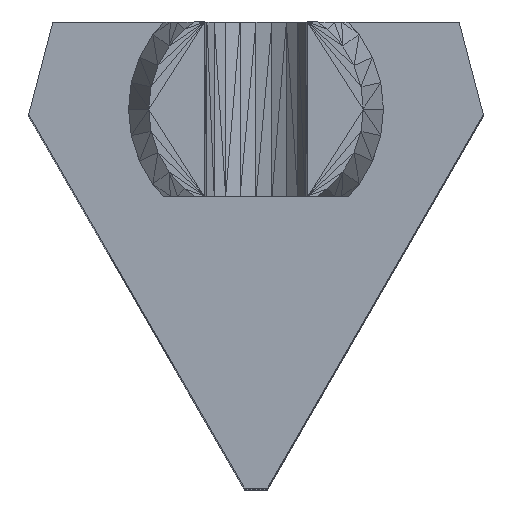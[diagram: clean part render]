
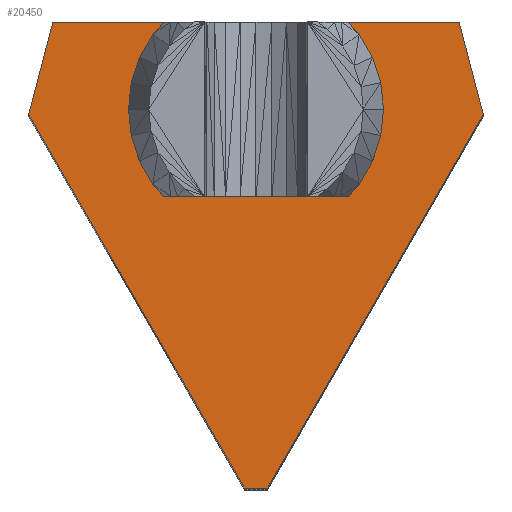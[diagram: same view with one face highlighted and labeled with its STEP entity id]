
A CAD part, top view. The second image highlights one B-rep face of the part: STEP entity #20450.
In plain terms, the highlighted face is planar.
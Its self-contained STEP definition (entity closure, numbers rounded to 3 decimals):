
#6 = CARTESIAN_POINT ( 'NONE',  ( -6.928, -51.7, -4. ) ) ;
#399 = CARTESIAN_POINT ( 'NONE',  ( 0., -51.7, 0. ) ) ;
#404 = VECTOR ( 'NONE', #12704, 1000. ) ;
#1337 = VECTOR ( 'NONE', #1637, 1000. ) ;
#1637 = DIRECTION ( 'NONE',  ( -0.5, 0., -0.866 ) ) ;
#1970 = LINE ( 'NONE', #6, #1337 ) ;
#2875 = CARTESIAN_POINT ( 'NONE',  ( -0.289, -51.7, 7.5 ) ) ;
#2913 = VERTEX_POINT ( 'NONE', #2875 ) ;
#3157 = VECTOR ( 'NONE', #4370, 1000. ) ;
#3409 = VERTEX_POINT ( 'NONE', #7864 ) ;
#3633 = VERTEX_POINT ( 'NONE', #15998 ) ;
#4320 = FACE_OUTER_BOUND ( 'NONE', #12447, .T. ) ;
#4370 = DIRECTION ( 'NONE',  ( -0.5, 0., 0.866 ) ) ;
#4896 = VECTOR ( 'NONE', #5599, 1000. ) ;
#5146 = EDGE_CURVE ( 'NONE', #3409, #2913, #14335, .T. ) ;
#5599 = DIRECTION ( 'NONE',  ( 0.253, 0., -0.967 ) ) ;
#5708 = DIRECTION ( 'NONE',  ( -1., 0., 0. ) ) ;
#6415 = VECTOR ( 'NONE', #14718, 1000. ) ;
#7447 = DIRECTION ( 'NONE',  ( 0., -1., 0. ) ) ;
#7864 = CARTESIAN_POINT ( 'NONE',  ( 0.289, -51.7, 7.5 ) ) ;
#8186 = ORIENTED_EDGE ( 'NONE', *, *, #8615, .F. ) ;
#8615 = EDGE_CURVE ( 'NONE', #3633, #16638, #16144, .T. ) ;
#9167 = CARTESIAN_POINT ( 'NONE',  ( -6.335, -51.7, 1.027 ) ) ;
#9349 = CARTESIAN_POINT ( 'NONE',  ( 6.928, -51.7, -4. ) ) ;
#9682 = LINE ( 'NONE', #16347, #3157 ) ;
#10179 = EDGE_CURVE ( 'NONE', #14819, #3633, #10907, .T. ) ;
#10608 = AXIS2_PLACEMENT_3D ( 'NONE', #399, #7447, #5708 ) ;
#10907 = LINE ( 'NONE', #9167, #4896 ) ;
#11004 = CARTESIAN_POINT ( 'NONE',  ( -2.598, -51.7, 7.5 ) ) ;
#11551 = ORIENTED_EDGE ( 'NONE', *, *, #17477, .F. ) ;
#11803 = CARTESIAN_POINT ( 'NONE',  ( 5.615, -51.7, -1.725 ) ) ;
#11876 = ORIENTED_EDGE ( 'NONE', *, *, #15685, .F. ) ;
#12447 = EDGE_LOOP ( 'NONE', ( #22173, #11551, #11876, #8186, #14845, #14265 ) ) ;
#12704 = DIRECTION ( 'NONE',  ( 1., 0., 0. ) ) ;
#13010 = LINE ( 'NONE', #20022, #6415 ) ;
#13189 = CARTESIAN_POINT ( 'NONE',  ( 5.019, -51.7, -4. ) ) ;
#14265 = ORIENTED_EDGE ( 'NONE', *, *, #21950, .F. ) ;
#14335 = LINE ( 'NONE', #11004, #16935 ) ;
#14718 = DIRECTION ( 'NONE',  ( 0.253, 0., 0.967 ) ) ;
#14819 = VERTEX_POINT ( 'NONE', #22773 ) ;
#14845 = ORIENTED_EDGE ( 'NONE', *, *, #10179, .F. ) ;
#15685 = EDGE_CURVE ( 'NONE', #16638, #21842, #13010, .T. ) ;
#15998 = CARTESIAN_POINT ( 'NONE',  ( -5.019, -51.7, -4. ) ) ;
#16144 = LINE ( 'NONE', #9349, #404 ) ;
#16182 = PLANE ( 'NONE',  #10608 ) ;
#16347 = CARTESIAN_POINT ( 'NONE',  ( 0., -51.7, 8. ) ) ;
#16638 = VERTEX_POINT ( 'NONE', #13189 ) ;
#16935 = VECTOR ( 'NONE', #21480, 1000. ) ;
#17477 = EDGE_CURVE ( 'NONE', #21842, #3409, #9682, .T. ) ;
#20022 = CARTESIAN_POINT ( 'NONE',  ( 6.335, -51.7, 1.027 ) ) ;
#20450 = ADVANCED_FACE ( 'NONE', ( #4320 ), #16182, .F. ) ;
#21480 = DIRECTION ( 'NONE',  ( -1., 0., 0. ) ) ;
#21842 = VERTEX_POINT ( 'NONE', #11803 ) ;
#21950 = EDGE_CURVE ( 'NONE', #2913, #14819, #1970, .T. ) ;
#22173 = ORIENTED_EDGE ( 'NONE', *, *, #5146, .F. ) ;
#22773 = CARTESIAN_POINT ( 'NONE',  ( -5.615, -51.7, -1.725 ) ) ;
